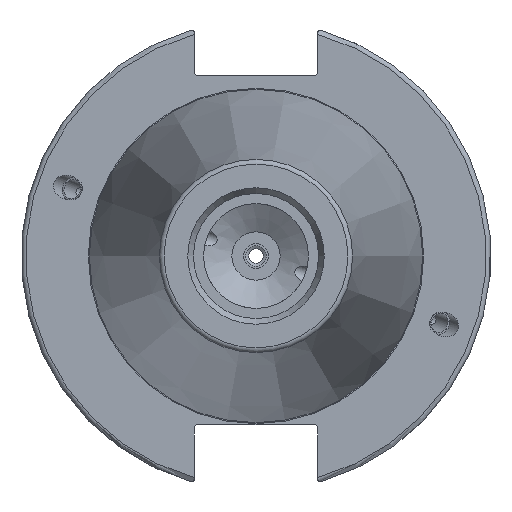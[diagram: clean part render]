
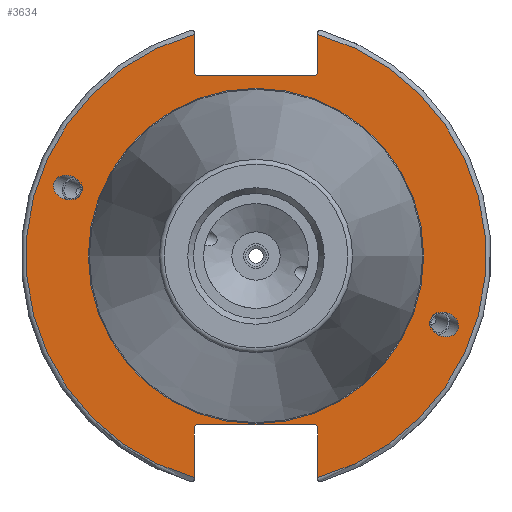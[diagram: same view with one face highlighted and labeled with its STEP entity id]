
A CAD part, left-side view. The second image highlights one B-rep face of the part: STEP entity #3634.
In plain terms, the highlighted planar face has unit normal (-1, 0, 0).
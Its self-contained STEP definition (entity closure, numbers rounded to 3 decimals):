
#581=ELLIPSE('',#4032,3.052,2.5);
#582=ELLIPSE('',#4066,3.052,2.5);
#655=FACE_BOUND('',#1090,.T.);
#656=FACE_BOUND('',#1091,.T.);
#657=FACE_BOUND('',#1092,.T.);
#699=PLANE('',#4072);
#874=FACE_OUTER_BOUND('',#1089,.T.);
#1089=EDGE_LOOP('',(#2837,#2838,#2839,#2840,#2841,#2842,#2843,#2844,#2845,
#2846,#2847,#2848));
#1090=EDGE_LOOP('',(#2849));
#1091=EDGE_LOOP('',(#2850));
#1092=EDGE_LOOP('',(#2851));
#1308=LINE('',#6242,#1487);
#1309=LINE('',#6244,#1488);
#1310=LINE('',#6246,#1489);
#1311=LINE('',#6248,#1490);
#1312=LINE('',#6250,#1491);
#1313=LINE('',#6254,#1492);
#1314=LINE('',#6256,#1493);
#1315=LINE('',#6258,#1494);
#1316=LINE('',#6260,#1495);
#1317=LINE('',#6261,#1496);
#1487=VECTOR('',#4705,10.);
#1488=VECTOR('',#4706,10.);
#1489=VECTOR('',#4707,10.);
#1490=VECTOR('',#4708,10.);
#1491=VECTOR('',#4709,10.);
#1492=VECTOR('',#4712,10.);
#1493=VECTOR('',#4713,10.);
#1494=VECTOR('',#4714,10.);
#1495=VECTOR('',#4715,10.);
#1496=VECTOR('',#4716,10.);
#1674=CIRCLE('',#4070,35.125);
#1676=CIRCLE('',#4073,48.213);
#1677=CIRCLE('',#4074,48.213);
#1884=VERTEX_POINT('',#5967);
#1922=VERTEX_POINT('',#6226);
#1925=VERTEX_POINT('',#6233);
#1926=VERTEX_POINT('',#6238);
#1927=VERTEX_POINT('',#6239);
#1928=VERTEX_POINT('',#6241);
#1929=VERTEX_POINT('',#6243);
#1930=VERTEX_POINT('',#6245);
#1931=VERTEX_POINT('',#6247);
#1932=VERTEX_POINT('',#6249);
#1933=VERTEX_POINT('',#6251);
#1934=VERTEX_POINT('',#6253);
#1935=VERTEX_POINT('',#6255);
#1936=VERTEX_POINT('',#6257);
#1937=VERTEX_POINT('',#6259);
#2217=EDGE_CURVE('',#1884,#1884,#581,.T.);
#2268=EDGE_CURVE('',#1922,#1922,#582,.T.);
#2271=EDGE_CURVE('',#1925,#1925,#1674,.T.);
#2273=EDGE_CURVE('',#1926,#1927,#1676,.T.);
#2274=EDGE_CURVE('',#1926,#1928,#1308,.T.);
#2275=EDGE_CURVE('',#1929,#1928,#1309,.T.);
#2276=EDGE_CURVE('',#1929,#1930,#1310,.T.);
#2277=EDGE_CURVE('',#1931,#1930,#1311,.T.);
#2278=EDGE_CURVE('',#1931,#1932,#1312,.T.);
#2279=EDGE_CURVE('',#1933,#1932,#1677,.T.);
#2280=EDGE_CURVE('',#1933,#1934,#1313,.T.);
#2281=EDGE_CURVE('',#1935,#1934,#1314,.T.);
#2282=EDGE_CURVE('',#1935,#1936,#1315,.T.);
#2283=EDGE_CURVE('',#1937,#1936,#1316,.T.);
#2284=EDGE_CURVE('',#1937,#1927,#1317,.T.);
#2837=ORIENTED_EDGE('',*,*,#2273,.F.);
#2838=ORIENTED_EDGE('',*,*,#2274,.T.);
#2839=ORIENTED_EDGE('',*,*,#2275,.F.);
#2840=ORIENTED_EDGE('',*,*,#2276,.T.);
#2841=ORIENTED_EDGE('',*,*,#2277,.F.);
#2842=ORIENTED_EDGE('',*,*,#2278,.T.);
#2843=ORIENTED_EDGE('',*,*,#2279,.F.);
#2844=ORIENTED_EDGE('',*,*,#2280,.T.);
#2845=ORIENTED_EDGE('',*,*,#2281,.F.);
#2846=ORIENTED_EDGE('',*,*,#2282,.T.);
#2847=ORIENTED_EDGE('',*,*,#2283,.F.);
#2848=ORIENTED_EDGE('',*,*,#2284,.T.);
#2849=ORIENTED_EDGE('',*,*,#2217,.T.);
#2850=ORIENTED_EDGE('',*,*,#2268,.T.);
#2851=ORIENTED_EDGE('',*,*,#2271,.F.);
#3634=ADVANCED_FACE('',(#874,#655,#656,#657),#699,.T.);
#4032=AXIS2_PLACEMENT_3D('',#5969,#4605,#4606);
#4066=AXIS2_PLACEMENT_3D('',#6228,#4689,#4690);
#4070=AXIS2_PLACEMENT_3D('',#6235,#4697,#4698);
#4072=AXIS2_PLACEMENT_3D('',#6237,#4701,#4702);
#4073=AXIS2_PLACEMENT_3D('',#6240,#4703,#4704);
#4074=AXIS2_PLACEMENT_3D('',#6252,#4710,#4711);
#4605=DIRECTION('center_axis',(1.,0.,0.));
#4606=DIRECTION('ref_axis',(0.,-0.94,-0.342));
#4689=DIRECTION('center_axis',(1.,0.,0.));
#4690=DIRECTION('ref_axis',(0.,0.94,0.342));
#4697=DIRECTION('center_axis',(-1.,0.,0.));
#4698=DIRECTION('ref_axis',(0.,-1.,0.));
#4701=DIRECTION('center_axis',(-1.,0.,0.));
#4702=DIRECTION('ref_axis',(0.,0.,1.));
#4703=DIRECTION('center_axis',(1.,0.,0.));
#4704=DIRECTION('ref_axis',(0.,-1.,0.));
#4705=DIRECTION('',(0.,0.,-1.));
#4706=DIRECTION('',(0.,-0.707,0.707));
#4707=DIRECTION('',(0.,1.,0.));
#4708=DIRECTION('',(0.,-0.707,-0.707));
#4709=DIRECTION('',(0.,0.,1.));
#4710=DIRECTION('center_axis',(1.,0.,0.));
#4711=DIRECTION('ref_axis',(0.,1.,0.));
#4712=DIRECTION('',(0.,0.,1.));
#4713=DIRECTION('',(0.,0.707,-0.707));
#4714=DIRECTION('',(0.,-1.,0.));
#4715=DIRECTION('',(0.,0.707,0.707));
#4716=DIRECTION('',(0.,0.,-1.));
#5967=CARTESIAN_POINT('',(3.175,-36.599,-13.321));
#5969=CARTESIAN_POINT('Origin',(3.175,-39.467,-14.365));
#6226=CARTESIAN_POINT('',(3.175,36.599,13.321));
#6228=CARTESIAN_POINT('Origin',(3.175,39.467,14.365));
#6233=CARTESIAN_POINT('',(3.175,0.,35.125));
#6235=CARTESIAN_POINT('Origin',(3.175,0.,0.));
#6237=CARTESIAN_POINT('Origin',(3.175,49.213,0.));
#6238=CARTESIAN_POINT('',(3.175,-12.95,46.441));
#6239=CARTESIAN_POINT('',(3.175,-12.95,-46.441));
#6240=CARTESIAN_POINT('Origin',(3.175,0.,0.));
#6241=CARTESIAN_POINT('',(3.175,-12.95,38.219));
#6242=CARTESIAN_POINT('',(3.175,-12.95,18.86));
#6243=CARTESIAN_POINT('',(3.175,-12.45,37.719));
#6244=CARTESIAN_POINT('',(3.175,12.27,12.999));
#6245=CARTESIAN_POINT('',(3.175,12.45,37.719));
#6246=CARTESIAN_POINT('',(3.175,24.606,37.719));
#6247=CARTESIAN_POINT('',(3.175,12.95,38.219));
#6248=CARTESIAN_POINT('',(3.175,12.336,37.605));
#6249=CARTESIAN_POINT('',(3.175,12.95,46.441));
#6250=CARTESIAN_POINT('',(3.175,12.95,18.86));
#6251=CARTESIAN_POINT('',(3.175,12.95,-46.441));
#6252=CARTESIAN_POINT('Origin',(3.175,0.,0.));
#6253=CARTESIAN_POINT('',(3.175,12.95,-35.806));
#6254=CARTESIAN_POINT('',(3.175,12.95,-17.653));
#6255=CARTESIAN_POINT('',(3.175,12.45,-35.306));
#6256=CARTESIAN_POINT('',(3.175,12.939,-35.795));
#6257=CARTESIAN_POINT('',(3.175,-12.45,-35.306));
#6258=CARTESIAN_POINT('',(3.175,24.606,-35.306));
#6259=CARTESIAN_POINT('',(3.175,-12.95,-35.806));
#6260=CARTESIAN_POINT('',(3.175,11.667,-11.189));
#6261=CARTESIAN_POINT('',(3.175,-12.95,-17.653));
